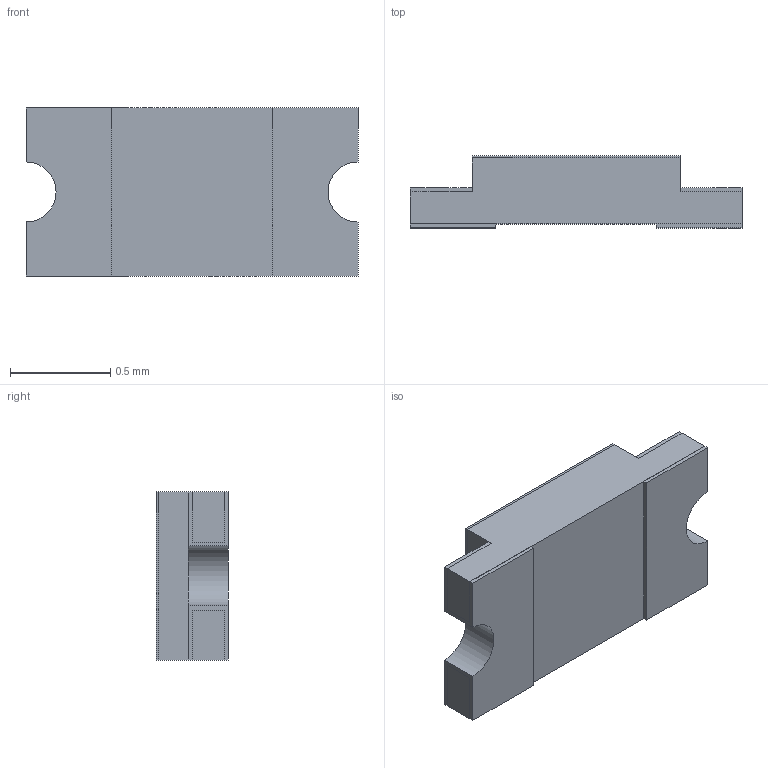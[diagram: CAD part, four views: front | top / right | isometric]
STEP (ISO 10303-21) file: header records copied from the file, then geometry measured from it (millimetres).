
FILE_DESCRIPTION (( 'STEP AP214' ), '1' );
FILE_NAME ('Diode TVS 0603.STEP', '2022-12-26T20:30:49', ( '' ), ( '' ), 'SwSTEP 2.0', 'SolidWorks 2018', '' );
FILE_SCHEMA (( 'AUTOMOTIVE_DESIGN' ));
Length unit declared in the file: millimetre
Products named in the file (1): Diode TVS 0603
Bounding box: 1.66 x 0.36 x 0.84 mm (x, y, z)
Volume: 0.4 mm3; surface area: 8.5 mm2
Topology: 4 solids, 4 shells, 64 faces, 160 edges, 104 vertices
Faces by surface type: plane 62, cylinder 2
Entity records: 2024 total; most frequent: CARTESIAN_POINT 329, ORIENTED_EDGE 320, DIRECTION 294, EDGE_CURVE 160, VECTOR 156, LINE 156, VERTEX_POINT 104, AXIS2_PLACEMENT_3D 69
